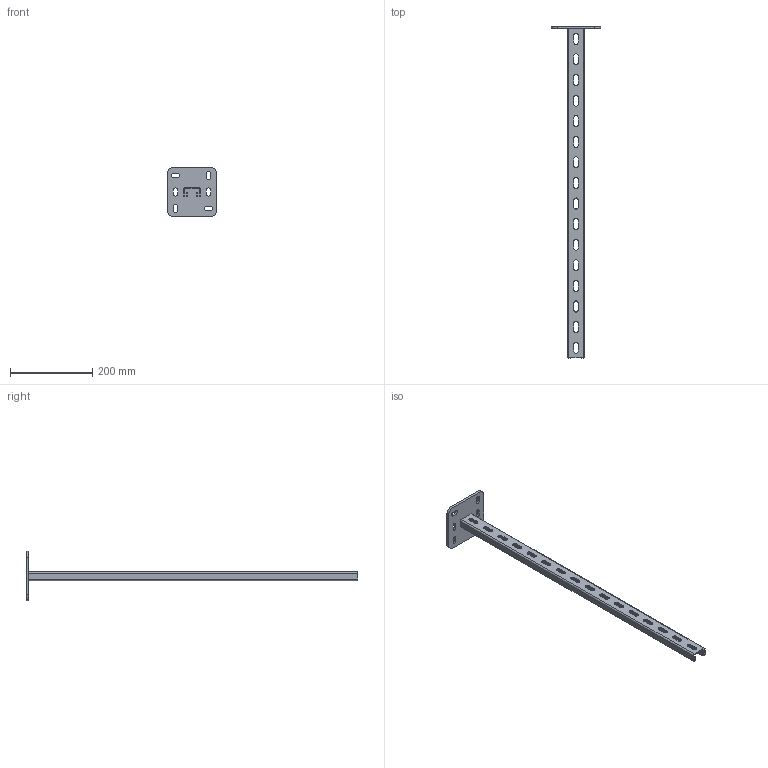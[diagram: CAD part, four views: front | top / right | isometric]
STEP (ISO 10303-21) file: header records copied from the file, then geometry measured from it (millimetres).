
FILE_DESCRIPTION (( 'STEP AP203' ), '1' );
FILE_NAME ('Ïîäâåñ BSP-21_BSP2108.STEP', '2012-11-16T09:00:13', ( 'Àñååâ' ), ( '' ), 'SwSTEP 2.0', 'SolidWorks 2012', '' );
FILE_SCHEMA (( 'CONFIG_CONTROL_DESIGN' ));
Length unit declared in the file: millimetre
Products named in the file (1): 砐鳱殥 BSP-21_BSP2108
Bounding box: 120 x 806 x 120 mm (x, y, z)
Volume: 270831.6 mm3; surface area: 191101.5 mm2
Topology: 1 solids, 1 shells, 127 faces, 372 edges, 248 vertices
Faces by surface type: plane 67, cylinder 60
Entity records: 4411 total; most frequent: CARTESIAN_POINT 748, DIRECTION 748, ORIENTED_EDGE 744, EDGE_CURVE 372, VECTOR 252, LINE 252, VERTEX_POINT 248, AXIS2_PLACEMENT_3D 248
